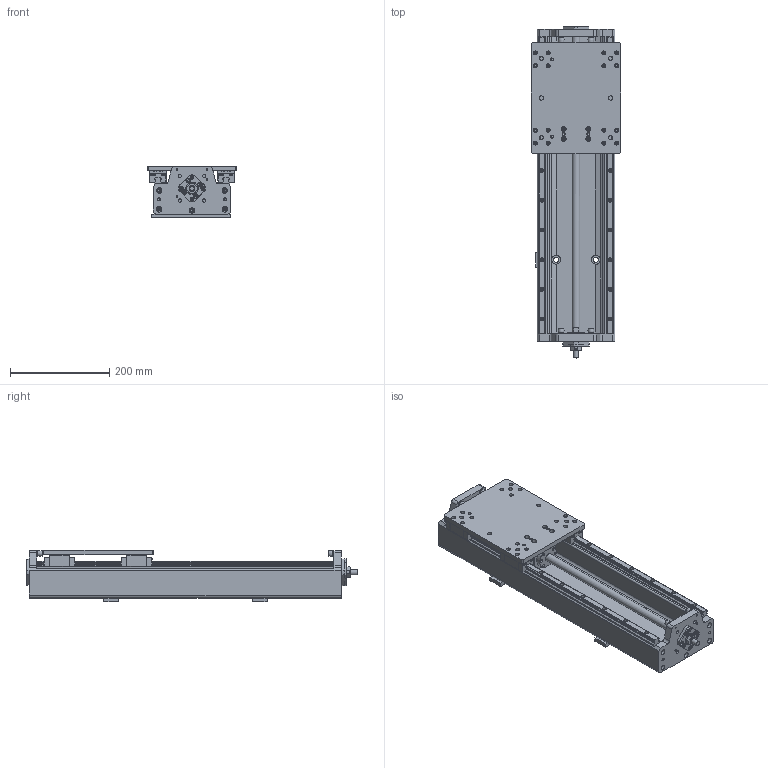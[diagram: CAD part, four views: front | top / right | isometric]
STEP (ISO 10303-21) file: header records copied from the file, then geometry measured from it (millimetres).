
FILE_DESCRIPTION((''),'2;1');
FILE_NAME('KK-HD-180-15-16XX-0600.stp','2009-03-19T17:47:59',('kurt'),(''),'Autodesk Inventor 2008','Autodesk Inventor 2008','');
FILE_SCHEMA(('AUTOMOTIVE_DESIGN { 1 0 10303 214 1 1 1 1 }'));
Length unit declared in the file: millimetre
Products named in the file (1): Part19
Bounding box: 180 x 670.5 x 105 mm (x, y, z)
Volume: 4126734.5 mm3; surface area: 606713 mm2
Topology: 1 solids, 19 shells, 2492 faces, 6837 edges, 4527 vertices
Faces by surface type: plane 1544, bspline 435, cylinder 385, cone 112, torus 16
Full cylindrical faces by diameter (mm): 2.459 x4, 3 x5, 3.242 x28, 3.5 x4, 3.6 x1, 4 x18, 4.134 x10, 4.5 x44, 4.917 x11, 5.5 x14, 6 x12, 6.6 x14, 7.5 x20, 8 x28, 8.376 x6, 9.5 x4, 9.6 x1, 10 x8, 10.106 x4, 11 x18, 12 x1, 15 x1, 15.12 x4, 15.36 x2, 16 x3, 17 x1, 18 x4, 20.88 x4, 24 x2, 26 x2
Entity records: 86623 total; most frequent: CARTESIAN_POINT 24959, ORIENTED_EDGE 12662, DIRECTION 10462, EDGE_CURVE 6331, VECTOR 4500, LINE 4500, VERTEX_POINT 4403, EDGE_LOOP 3200
